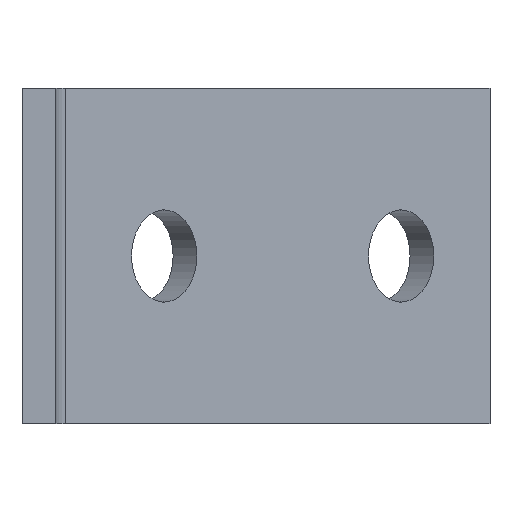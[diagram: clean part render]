
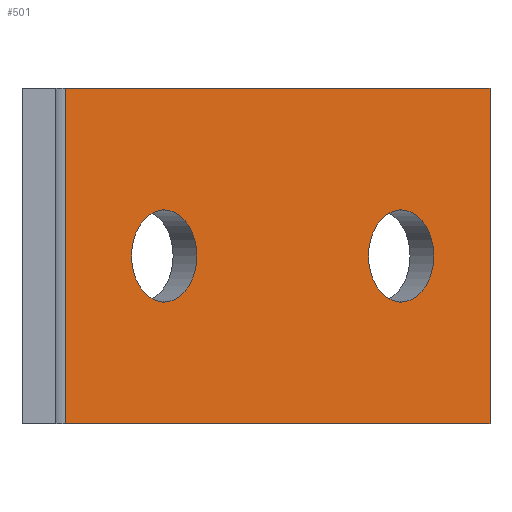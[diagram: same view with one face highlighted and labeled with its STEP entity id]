
A CAD part, front view. The second image highlights one B-rep face of the part: STEP entity #501.
In plain terms, the highlighted planar face has unit normal (0.707, -0.707, 0).
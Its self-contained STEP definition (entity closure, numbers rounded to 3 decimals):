
#105=CARTESIAN_POINT('',(20.86,15.203,0.0));
#106=VERTEX_POINT('',#105);
#107=CARTESIAN_POINT('',(16.971,11.314,0.));
#108=DIRECTION('',(-0.707,0.707,0.));
#109=DIRECTION('',(0.707,0.707,0.0));
#110=AXIS2_PLACEMENT_3D('',#107,#108,#109);
#111=CIRCLE('',#110,5.5);
#112=EDGE_CURVE('',#106,#106,#111,.T.);
#154=CARTESIAN_POINT('',(49.144,43.487,0.0));
#155=VERTEX_POINT('',#154);
#156=CARTESIAN_POINT('',(45.255,39.598,0.));
#157=DIRECTION('',(-0.707,0.707,0.));
#158=DIRECTION('',(0.707,0.707,0.0));
#159=AXIS2_PLACEMENT_3D('',#156,#157,#158);
#160=CIRCLE('',#159,5.5);
#161=EDGE_CURVE('',#155,#155,#160,.T.);
#269=CARTESIAN_POINT('',(5.172,-0.485,-20.0));
#270=VERTEX_POINT('',#269);
#287=CARTESIAN_POINT('',(55.861,50.205,-20.0));
#288=VERTEX_POINT('',#287);
#295=CARTESIAN_POINT('',(5.172,-0.485,-20.0));
#296=DIRECTION('',(0.707,0.707,0.0));
#297=VECTOR('',#296,71.686);
#298=LINE('',#295,#297);
#299=EDGE_CURVE('',#270,#288,#298,.T.);
#309=CARTESIAN_POINT('',(5.172,-0.485,20.0));
#310=VERTEX_POINT('',#309);
#311=CARTESIAN_POINT('',(5.172,-0.485,20.0));
#312=DIRECTION('',(0.0,0.0,-1.0));
#313=VECTOR('',#312,40.0);
#314=LINE('',#311,#313);
#315=EDGE_CURVE('',#310,#270,#314,.T.);
#461=CARTESIAN_POINT('',(55.861,50.205,20.0));
#462=VERTEX_POINT('',#461);
#463=CARTESIAN_POINT('',(5.172,-0.485,20.0));
#464=DIRECTION('',(0.707,0.707,0.0));
#465=VECTOR('',#464,71.686);
#466=LINE('',#463,#465);
#467=EDGE_CURVE('',#310,#462,#466,.T.);
#479=CARTESIAN_POINT('',(-7.034,-12.691,0.0));
#480=DIRECTION('',(0.707,-0.707,0.));
#481=DIRECTION('',(0.0,0.0,-1.0));
#482=AXIS2_PLACEMENT_3D('',#479,#480,#481);
#483=PLANE('',#482);
#484=ORIENTED_EDGE('',*,*,#315,.T.);
#485=ORIENTED_EDGE('',*,*,#299,.T.);
#486=CARTESIAN_POINT('',(55.861,50.205,-20.0));
#487=DIRECTION('',(0.0,0.0,1.0));
#488=VECTOR('',#487,40.0);
#489=LINE('',#486,#488);
#490=EDGE_CURVE('',#288,#462,#489,.T.);
#491=ORIENTED_EDGE('',*,*,#490,.T.);
#492=ORIENTED_EDGE('',*,*,#467,.F.);
#493=EDGE_LOOP('',(#484,#485,#491,#492));
#494=FACE_OUTER_BOUND('',#493,.T.);
#495=ORIENTED_EDGE('',*,*,#112,.T.);
#496=EDGE_LOOP('',(#495));
#497=FACE_BOUND('',#496,.T.);
#498=ORIENTED_EDGE('',*,*,#161,.T.);
#499=EDGE_LOOP('',(#498));
#500=FACE_BOUND('',#499,.T.);
#501=ADVANCED_FACE('',(#494,#497,#500),#483,.T.);
